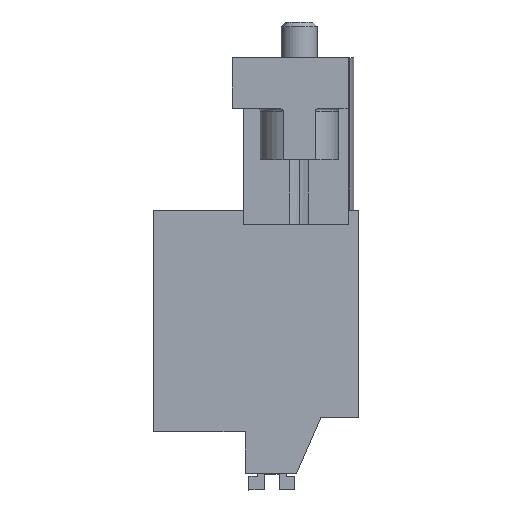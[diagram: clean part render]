
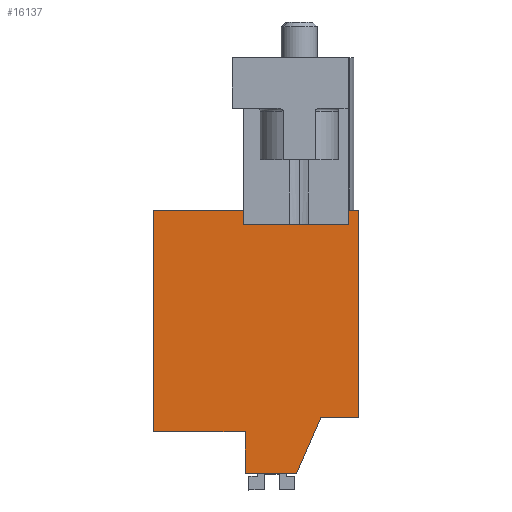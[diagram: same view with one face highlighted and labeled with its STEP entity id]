
A CAD part, left-side view. The second image highlights one B-rep face of the part: STEP entity #16137.
In plain terms, the highlighted planar face has unit normal (-1, 0, 0).
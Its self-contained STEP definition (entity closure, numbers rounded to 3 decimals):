
#16104=AXIS2_PLACEMENT_3D('Plane Axis2P3D',#16101,#16102,#16103) ;
#129=CARTESIAN_POINT('Vertex',(5.,7.85,4.043)) ;
#323=CARTESIAN_POINT('Vertex',(5.,7.85,1.143)) ;
#326=CARTESIAN_POINT('Line Origine',(5.,7.85,2.593)) ;
#451=CARTESIAN_POINT('Vertex',(5.,0.,5.043)) ;
#454=CARTESIAN_POINT('Line Origine',(5.,1.3,5.043)) ;
#458=CARTESIAN_POINT('Vertex',(5.,2.6,5.043)) ;
#1132=CARTESIAN_POINT('Vertex',(5.,14.2,4.043)) ;
#1140=CARTESIAN_POINT('Line Origine',(5.,11.025,4.043)) ;
#1951=CARTESIAN_POINT('Vertex',(5.,0.,19.383)) ;
#1954=CARTESIAN_POINT('Line Origine',(5.,0.,12.213)) ;
#2632=CARTESIAN_POINT('Vertex',(5.,14.2,19.383)) ;
#2635=CARTESIAN_POINT('Line Origine',(5.,14.2,11.713)) ;
#5396=CARTESIAN_POINT('Vertex',(5.,0.723,19.383)) ;
#5399=CARTESIAN_POINT('Line Origine',(5.,0.361,19.383)) ;
#5443=CARTESIAN_POINT('Vertex',(5.,7.968,19.383)) ;
#5446=CARTESIAN_POINT('Line Origine',(5.,11.084,19.383)) ;
#5494=CARTESIAN_POINT('Line Origine',(5.,7.968,18.883)) ;
#5498=CARTESIAN_POINT('Vertex',(5.,7.968,18.383)) ;
#16075=CARTESIAN_POINT('Line Origine',(5.,3.45,3.093)) ;
#16079=CARTESIAN_POINT('Vertex',(5.,4.3,1.143)) ;
#16101=CARTESIAN_POINT('Axis2P3D Location',(5.,6.8,19.383)) ;
#16106=CARTESIAN_POINT('Line Origine',(5.,6.075,1.143)) ;
#16111=CARTESIAN_POINT('Line Origine',(5.,0.723,18.883)) ;
#16115=CARTESIAN_POINT('Vertex',(5.,0.723,18.383)) ;
#16118=CARTESIAN_POINT('Line Origine',(5.,4.345,18.383)) ;
#327=DIRECTION('Vector Direction',(0.,0.,-1.)) ;
#455=DIRECTION('Vector Direction',(0.,-1.,0.)) ;
#1141=DIRECTION('Vector Direction',(0.,-1.,0.)) ;
#1955=DIRECTION('Vector Direction',(0.,0.,1.)) ;
#2636=DIRECTION('Vector Direction',(0.,0.,-1.)) ;
#5400=DIRECTION('Vector Direction',(0.,1.,0.)) ;
#5447=DIRECTION('Vector Direction',(0.,1.,0.)) ;
#5495=DIRECTION('Vector Direction',(0.,0.,-1.)) ;
#16076=DIRECTION('Vector Direction',(0.,-0.4,0.917)) ;
#16102=DIRECTION('Axis2P3D Direction',(-1.,0.,0.)) ;
#16103=DIRECTION('Axis2P3D XDirection',(0.,1.,0.)) ;
#16107=DIRECTION('Vector Direction',(0.,-1.,0.)) ;
#16112=DIRECTION('Vector Direction',(0.,0.,-1.)) ;
#16119=DIRECTION('Vector Direction',(0.,-1.,0.)) ;
#328=VECTOR('Line Direction',#327,1.) ;
#456=VECTOR('Line Direction',#455,1.) ;
#1142=VECTOR('Line Direction',#1141,1.) ;
#1956=VECTOR('Line Direction',#1955,1.) ;
#2637=VECTOR('Line Direction',#2636,1.) ;
#5401=VECTOR('Line Direction',#5400,1.) ;
#5448=VECTOR('Line Direction',#5447,1.) ;
#5496=VECTOR('Line Direction',#5495,1.) ;
#16077=VECTOR('Line Direction',#16076,1.) ;
#16108=VECTOR('Line Direction',#16107,1.) ;
#16113=VECTOR('Line Direction',#16112,1.) ;
#16120=VECTOR('Line Direction',#16119,1.) ;
#16124=ORIENTED_EDGE('',*,*,#5450,.T.) ;
#16125=ORIENTED_EDGE('',*,*,#2639,.T.) ;
#16126=ORIENTED_EDGE('',*,*,#1144,.T.) ;
#16127=ORIENTED_EDGE('',*,*,#330,.T.) ;
#16128=ORIENTED_EDGE('',*,*,#16110,.T.) ;
#16129=ORIENTED_EDGE('',*,*,#16081,.T.) ;
#16130=ORIENTED_EDGE('',*,*,#460,.T.) ;
#16131=ORIENTED_EDGE('',*,*,#1958,.T.) ;
#16132=ORIENTED_EDGE('',*,*,#5403,.T.) ;
#16133=ORIENTED_EDGE('',*,*,#16117,.T.) ;
#16134=ORIENTED_EDGE('',*,*,#16122,.F.) ;
#16135=ORIENTED_EDGE('',*,*,#5500,.T.) ;
#16137=ADVANCED_FACE('HOUSING',(#16136),#16105,.T.) ;
#330=EDGE_CURVE('',#130,#324,#329,.T.) ;
#460=EDGE_CURVE('',#459,#452,#457,.T.) ;
#1144=EDGE_CURVE('',#1133,#130,#1143,.T.) ;
#1958=EDGE_CURVE('',#452,#1952,#1957,.T.) ;
#2639=EDGE_CURVE('',#2633,#1133,#2638,.T.) ;
#5403=EDGE_CURVE('',#1952,#5397,#5402,.T.) ;
#5450=EDGE_CURVE('',#5444,#2633,#5449,.T.) ;
#5500=EDGE_CURVE('',#5499,#5444,#5497,.F.) ;
#16081=EDGE_CURVE('',#16080,#459,#16078,.T.) ;
#16110=EDGE_CURVE('',#324,#16080,#16109,.T.) ;
#16117=EDGE_CURVE('',#5397,#16116,#16114,.T.) ;
#16122=EDGE_CURVE('',#5499,#16116,#16121,.T.) ;
#16123=EDGE_LOOP('',(#16124,#16125,#16126,#16127,#16128,#16129,#16130,#16131,#16132,#16133,#16134,#16135)) ;
#16136=FACE_OUTER_BOUND('',#16123,.T.) ;
#329=LINE('Line',#326,#328) ;
#457=LINE('Line',#454,#456) ;
#1143=LINE('Line',#1140,#1142) ;
#1957=LINE('Line',#1954,#1956) ;
#2638=LINE('Line',#2635,#2637) ;
#5402=LINE('Line',#5399,#5401) ;
#5449=LINE('Line',#5446,#5448) ;
#5497=LINE('Line',#5494,#5496) ;
#16078=LINE('Line',#16075,#16077) ;
#16109=LINE('Line',#16106,#16108) ;
#16114=LINE('Line',#16111,#16113) ;
#16121=LINE('Line',#16118,#16120) ;
#16105=PLANE('',#16104) ;
#130=VERTEX_POINT('',#129) ;
#324=VERTEX_POINT('',#323) ;
#452=VERTEX_POINT('',#451) ;
#459=VERTEX_POINT('',#458) ;
#1133=VERTEX_POINT('',#1132) ;
#1952=VERTEX_POINT('',#1951) ;
#2633=VERTEX_POINT('',#2632) ;
#5397=VERTEX_POINT('',#5396) ;
#5444=VERTEX_POINT('',#5443) ;
#5499=VERTEX_POINT('',#5498) ;
#16080=VERTEX_POINT('',#16079) ;
#16116=VERTEX_POINT('',#16115) ;
